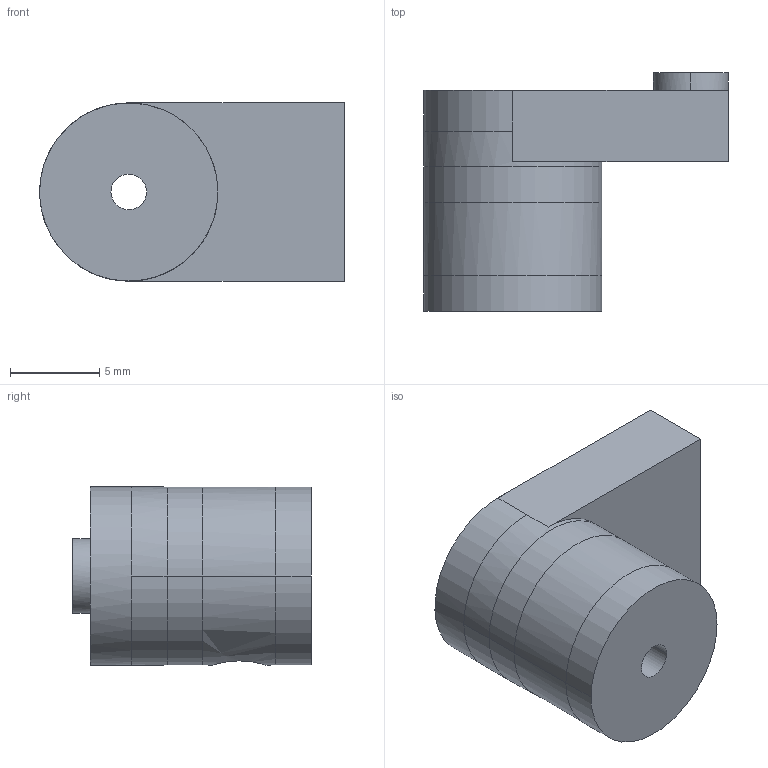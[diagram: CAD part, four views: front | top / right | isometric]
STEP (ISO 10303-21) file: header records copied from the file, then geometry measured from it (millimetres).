
FILE_DESCRIPTION(/* description */ (''),/* implementation_level */ '2;1');
FILE_NAME(/* name */ 'crank_v1_r3_1',/* time_stamp */ '2021-08-25T10:35:10+08:00',/* author */ (''),/* organization */ (''),/* preprocessor_version */ 'ST-DEVELOPER v16.5',/* originating_system */ '',/* authorisation */ '');
FILE_SCHEMA (('AUTOMOTIVE_DESIGN'));
Length unit declared in the file: millimetre
Products named in the file (1): Document
Bounding box: 17.1 x 13.4 x 10 mm (x, y, z)
Volume: 968.7 mm3; surface area: 1037.7 mm2
Topology: 1 solids, 1 shells, 39 faces, 86 edges, 51 vertices
Faces by surface type: bspline 29, plane 10
Entity records: 1261 total; most frequent: CARTESIAN_POINT 749, ORIENTED_EDGE 172, EDGE_CURVE 86, VERTEX_POINT 51, EDGE_LOOP 45, ADVANCED_FACE 39, FACE_OUTER_BOUND 39, B_SPLINE_CURVE_WITH_KNOTS 19
